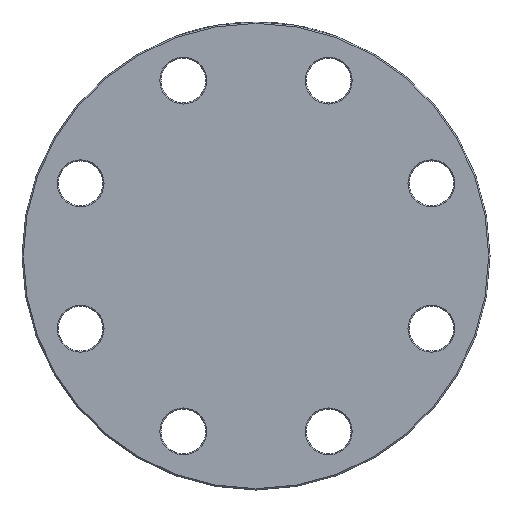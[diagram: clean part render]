
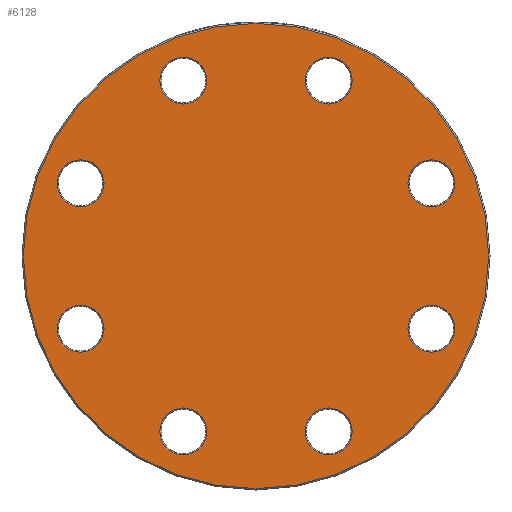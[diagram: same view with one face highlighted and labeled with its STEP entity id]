
A CAD part, left-side view. The second image highlights one B-rep face of the part: STEP entity #6128.
In plain terms, the highlighted planar face has unit normal (-1, 0, 0).
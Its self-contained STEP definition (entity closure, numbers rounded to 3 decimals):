
#54 = FACE_OUTER_BOUND ( 'NONE', #2230, .T. ) ;
#60 = EDGE_LOOP ( 'NONE', ( #5434 ) ) ;
#105 = DIRECTION ( 'NONE',  ( 0., 0., -1. ) ) ;
#164 = CARTESIAN_POINT ( 'NONE',  ( 0., 0., 0. ) ) ;
#193 = FACE_BOUND ( 'NONE', #1890, .T. ) ;
#203 = DIRECTION ( 'NONE',  ( 1., 0., 0. ) ) ;
#225 = FACE_BOUND ( 'NONE', #4172, .T. ) ;
#257 = VERTEX_POINT ( 'NONE', #3725 ) ;
#341 = DIRECTION ( 'NONE',  ( 0., 0., -1. ) ) ;
#384 = VERTEX_POINT ( 'NONE', #4066 ) ;
#411 = AXIS2_PLACEMENT_3D ( 'NONE', #3647, #3296, #341 ) ;
#435 = EDGE_CURVE ( 'NONE', #4005, #4005, #5877, .T. ) ;
#540 = CARTESIAN_POINT ( 'NONE',  ( 0., -53.576, 129.343 ) ) ;
#548 = ORIENTED_EDGE ( 'NONE', *, *, #690, .T. ) ;
#582 = EDGE_LOOP ( 'NONE', ( #548 ) ) ;
#618 = DIRECTION ( 'NONE',  ( 0., 0., -1. ) ) ;
#690 = EDGE_CURVE ( 'NONE', #257, #257, #3803, .T. ) ;
#692 = CARTESIAN_POINT ( 'NONE',  ( 0., 53.576, -129.343 ) ) ;
#720 = DIRECTION ( 'NONE',  ( 0., 0., -1. ) ) ;
#761 = DIRECTION ( 'NONE',  ( 1., 0., 0. ) ) ;
#777 = CARTESIAN_POINT ( 'NONE',  ( 0., 53.576, -146.643 ) ) ;
#791 = ORIENTED_EDGE ( 'NONE', *, *, #2793, .T. ) ;
#895 = AXIS2_PLACEMENT_3D ( 'NONE', #3240, #6156, #2769 ) ;
#1237 = CARTESIAN_POINT ( 'NONE',  ( 0., -53.576, -146.643 ) ) ;
#1339 = VERTEX_POINT ( 'NONE', #2161 ) ;
#1368 = CARTESIAN_POINT ( 'NONE',  ( 0., 129.343, 36.276 ) ) ;
#1433 = AXIS2_PLACEMENT_3D ( 'NONE', #1551, #2990, #618 ) ;
#1458 = EDGE_CURVE ( 'NONE', #2720, #2720, #5719, .T. ) ;
#1481 = DIRECTION ( 'NONE',  ( 1., 0., 0. ) ) ;
#1551 = CARTESIAN_POINT ( 'NONE',  ( 0., 0., 0. ) ) ;
#1848 = AXIS2_PLACEMENT_3D ( 'NONE', #2751, #3723, #5612 ) ;
#1890 = EDGE_LOOP ( 'NONE', ( #2318 ) ) ;
#1960 = FACE_BOUND ( 'NONE', #60, .T. ) ;
#2131 = FACE_BOUND ( 'NONE', #4529, .T. ) ;
#2161 = CARTESIAN_POINT ( 'NONE',  ( 0., 129.343, -70.876 ) ) ;
#2230 = EDGE_LOOP ( 'NONE', ( #5800 ) ) ;
#2234 = ORIENTED_EDGE ( 'NONE', *, *, #435, .T. ) ;
#2288 = VERTEX_POINT ( 'NONE', #5482 ) ;
#2298 = ORIENTED_EDGE ( 'NONE', *, *, #6022, .T. ) ;
#2318 = ORIENTED_EDGE ( 'NONE', *, *, #3448, .T. ) ;
#2336 = CIRCLE ( 'NONE', #5813, 17.3 ) ;
#2396 = EDGE_LOOP ( 'NONE', ( #2298 ) ) ;
#2401 = CIRCLE ( 'NONE', #895, 17.3 ) ;
#2540 = AXIS2_PLACEMENT_3D ( 'NONE', #4191, #5669, #5639 ) ;
#2720 = VERTEX_POINT ( 'NONE', #777 ) ;
#2751 = CARTESIAN_POINT ( 'NONE',  ( 0., 129.343, -53.576 ) ) ;
#2769 = DIRECTION ( 'NONE',  ( 0., 0., -1. ) ) ;
#2793 = EDGE_CURVE ( 'NONE', #1339, #1339, #3140, .T. ) ;
#2849 = VERTEX_POINT ( 'NONE', #1368 ) ;
#2881 = AXIS2_PLACEMENT_3D ( 'NONE', #5494, #761, #3552 ) ;
#2898 = AXIS2_PLACEMENT_3D ( 'NONE', #164, #1481, #5861 ) ;
#2990 = DIRECTION ( 'NONE',  ( -1., 0., 0. ) ) ;
#3032 = CIRCLE ( 'NONE', #1433, 171.5 ) ;
#3104 = EDGE_LOOP ( 'NONE', ( #4510 ) ) ;
#3140 = CIRCLE ( 'NONE', #1848, 17.3 ) ;
#3156 = VERTEX_POINT ( 'NONE', #3657 ) ;
#3240 = CARTESIAN_POINT ( 'NONE',  ( 0., 129.343, 53.576 ) ) ;
#3296 = DIRECTION ( 'NONE',  ( 1., 0., 0. ) ) ;
#3448 = EDGE_CURVE ( 'NONE', #384, #384, #2336, .T. ) ;
#3549 = DIRECTION ( 'NONE',  ( 0., 0., -1. ) ) ;
#3552 = DIRECTION ( 'NONE',  ( 0., 0., -1. ) ) ;
#3647 = CARTESIAN_POINT ( 'NONE',  ( 0., 53.576, 129.343 ) ) ;
#3657 = CARTESIAN_POINT ( 'NONE',  ( 0., -129.343, -70.876 ) ) ;
#3715 = EDGE_CURVE ( 'NONE', #4650, #4650, #5113, .T. ) ;
#3723 = DIRECTION ( 'NONE',  ( 1., 0., 0. ) ) ;
#3725 = CARTESIAN_POINT ( 'NONE',  ( 0., 53.576, 112.043 ) ) ;
#3803 = CIRCLE ( 'NONE', #411, 17.3 ) ;
#3818 = EDGE_CURVE ( 'NONE', #2288, #2288, #3032, .T. ) ;
#3833 = FACE_BOUND ( 'NONE', #4081, .T. ) ;
#3863 = FACE_BOUND ( 'NONE', #2396, .T. ) ;
#4005 = VERTEX_POINT ( 'NONE', #4197 ) ;
#4024 = EDGE_CURVE ( 'NONE', #3156, #3156, #5557, .T. ) ;
#4035 = PLANE ( 'NONE',  #2898 ) ;
#4066 = CARTESIAN_POINT ( 'NONE',  ( 0., -53.576, 112.043 ) ) ;
#4081 = EDGE_LOOP ( 'NONE', ( #2234 ) ) ;
#4172 = EDGE_LOOP ( 'NONE', ( #791 ) ) ;
#4191 = CARTESIAN_POINT ( 'NONE',  ( 0., -53.576, -129.343 ) ) ;
#4197 = CARTESIAN_POINT ( 'NONE',  ( 0., -129.343, 36.276 ) ) ;
#4404 = ORIENTED_EDGE ( 'NONE', *, *, #1458, .T. ) ;
#4467 = FACE_BOUND ( 'NONE', #582, .T. ) ;
#4474 = CARTESIAN_POINT ( 'NONE',  ( 0., -129.343, 53.576 ) ) ;
#4489 = AXIS2_PLACEMENT_3D ( 'NONE', #4474, #203, #3549 ) ;
#4510 = ORIENTED_EDGE ( 'NONE', *, *, #4024, .T. ) ;
#4529 = EDGE_LOOP ( 'NONE', ( #4404 ) ) ;
#4650 = VERTEX_POINT ( 'NONE', #1237 ) ;
#4984 = FACE_BOUND ( 'NONE', #3104, .T. ) ;
#5113 = CIRCLE ( 'NONE', #2540, 17.3 ) ;
#5434 = ORIENTED_EDGE ( 'NONE', *, *, #3715, .T. ) ;
#5482 = CARTESIAN_POINT ( 'NONE',  ( 0., 0., -171.5 ) ) ;
#5494 = CARTESIAN_POINT ( 'NONE',  ( 0., -129.343, -53.576 ) ) ;
#5516 = DIRECTION ( 'NONE',  ( 1., 0., 0. ) ) ;
#5557 = CIRCLE ( 'NONE', #2881, 17.3 ) ;
#5612 = DIRECTION ( 'NONE',  ( 0., 0., -1. ) ) ;
#5639 = DIRECTION ( 'NONE',  ( 0., 0., -1. ) ) ;
#5669 = DIRECTION ( 'NONE',  ( 1., 0., 0. ) ) ;
#5719 = CIRCLE ( 'NONE', #5817, 17.3 ) ;
#5741 = DIRECTION ( 'NONE',  ( 1., 0., 0. ) ) ;
#5800 = ORIENTED_EDGE ( 'NONE', *, *, #3818, .T. ) ;
#5813 = AXIS2_PLACEMENT_3D ( 'NONE', #540, #5741, #105 ) ;
#5817 = AXIS2_PLACEMENT_3D ( 'NONE', #692, #5516, #720 ) ;
#5861 = DIRECTION ( 'NONE',  ( 0., 0., -1. ) ) ;
#5877 = CIRCLE ( 'NONE', #4489, 17.3 ) ;
#6022 = EDGE_CURVE ( 'NONE', #2849, #2849, #2401, .T. ) ;
#6128 = ADVANCED_FACE ( 'NONE', ( #54, #3863, #4467, #193, #3833, #4984, #1960, #2131, #225 ), #4035, .F. ) ;
#6156 = DIRECTION ( 'NONE',  ( 1., 0., 0. ) ) ;
